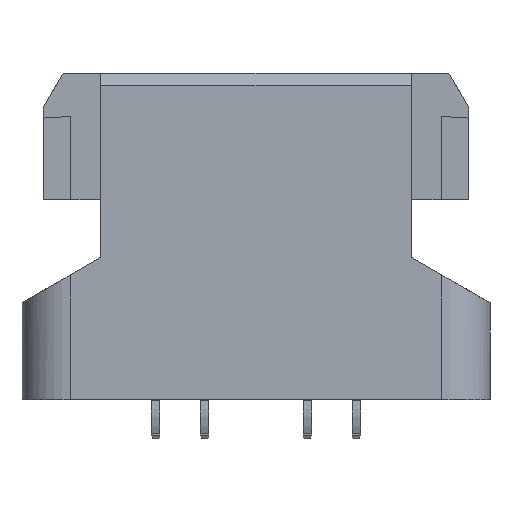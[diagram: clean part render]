
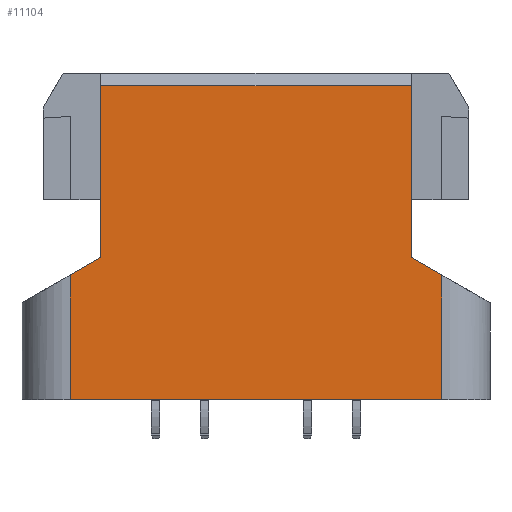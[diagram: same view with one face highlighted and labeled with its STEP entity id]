
A CAD part, left-side view. The second image highlights one B-rep face of the part: STEP entity #11104.
In plain terms, the highlighted planar face has unit normal (-1, 0, 0).
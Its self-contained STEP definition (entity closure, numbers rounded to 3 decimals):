
#1905=DIRECTION('',(0.,0.,-1.));
#1906=VECTOR('',#1905,9.03);
#1907=CARTESIAN_POINT('',(-11.625,-13.45,-1.368));
#1908=LINE('',#1907,#1906);
#1965=DIRECTION('',(0.,0.,-1.));
#1966=VECTOR('',#1965,12.42);
#1967=CARTESIAN_POINT('',(-11.625,-11.25,12.323));
#1968=LINE('',#1967,#1966);
#2801=DIRECTION('',(0.,0.,1.));
#2802=VECTOR('',#2801,12.42);
#2803=CARTESIAN_POINT('',(-11.625,11.25,-0.097));
#2804=LINE('',#2803,#2802);
#2813=DIRECTION('',(0.,-1.,0.));
#2814=VECTOR('',#2813,22.5);
#2815=CARTESIAN_POINT('',(-11.625,11.25,12.323));
#2816=LINE('',#2815,#2814);
#2817=DIRECTION('',(0.,-1.,0.));
#2818=VECTOR('',#2817,26.9);
#2819=CARTESIAN_POINT('',(-11.625,13.45,-10.397));
#2820=LINE('',#2819,#2818);
#2821=DIRECTION('',(0.,0.866,-0.5));
#2822=VECTOR('',#2821,2.54);
#2823=CARTESIAN_POINT('',(-11.625,11.25,-0.097));
#2824=LINE('',#2823,#2822);
#2825=DIRECTION('',(0.,0.866,0.5));
#2826=VECTOR('',#2825,2.54);
#2827=CARTESIAN_POINT('',(-11.625,-13.45,-1.368));
#2828=LINE('',#2827,#2826);
#2833=CARTESIAN_POINT('',(-11.625,13.45,-1.368));
#2843=DIRECTION('',(0.,0.,1.));
#2844=VECTOR('',#2843,9.03);
#2845=CARTESIAN_POINT('',(-11.625,13.45,-10.397));
#2846=LINE('',#2845,#2844);
#5642=CARTESIAN_POINT('',(-11.625,-13.45,
-10.397));
#5644=VERTEX_POINT('',#5642);
#5645=CARTESIAN_POINT('',(-11.625,13.45,-10.397));
#5646=VERTEX_POINT('',#5645);
#6014=CARTESIAN_POINT('',(-11.625,-11.25,-0.097));
#6015=VERTEX_POINT('',#6014);
#6016=CARTESIAN_POINT('',(-11.625,-13.45,-1.368));
#6017=VERTEX_POINT('',#6016);
#6069=VERTEX_POINT('',#2833);
#6070=CARTESIAN_POINT('',(-11.625,11.25,-0.097));
#6071=VERTEX_POINT('',#6070);
#6076=CARTESIAN_POINT('',(-11.625,-11.25,12.323));
#6077=VERTEX_POINT('',#6076);
#6090=CARTESIAN_POINT('',(-11.625,11.25,12.323));
#6091=VERTEX_POINT('',#6090);
#11087=CARTESIAN_POINT('',(-11.625,-4.499,
0.965));
#11088=DIRECTION('',(1.,0.,0.));
#11089=DIRECTION('',(0.,1.,0.));
#11090=AXIS2_PLACEMENT_3D('',#11087,#11088,#11089);
#11091=PLANE('',#11090);
#11092=ORIENTED_EDGE('',*,*,#7279,.F.);
#11094=ORIENTED_EDGE('',*,*,#11093,.T.);
#11096=ORIENTED_EDGE('',*,*,#11095,.F.);
#11097=ORIENTED_EDGE('',*,*,#11063,.T.);
#11098=ORIENTED_EDGE('',*,*,#11079,.T.);
#11099=ORIENTED_EDGE('',*,*,#9892,.T.);
#11100=ORIENTED_EDGE('',*,*,#9832,.F.);
#11101=ORIENTED_EDGE('',*,*,#9817,.T.);
#11102=EDGE_LOOP('',(#11092,#11094,#11096,#11097,#11098,#11099,#11100,#11101));
#11103=FACE_OUTER_BOUND('',#11102,.F.);
#11104=ADVANCED_FACE('',(#11103),#11091,.F.);
#7279=EDGE_CURVE('',#5646,#5644,#2820,.T.);
#9817=EDGE_CURVE('',#6017,#5644,#1908,.T.);
#9832=EDGE_CURVE('',#6017,#6015,#2828,.T.);
#9892=EDGE_CURVE('',#6077,#6015,#1968,.T.);
#11063=EDGE_CURVE('',#6071,#6091,#2804,.T.);
#11079=EDGE_CURVE('',#6091,#6077,#2816,.T.);
#11093=EDGE_CURVE('',#5646,#6069,#2846,.T.);
#11095=EDGE_CURVE('',#6071,#6069,#2824,.T.);
